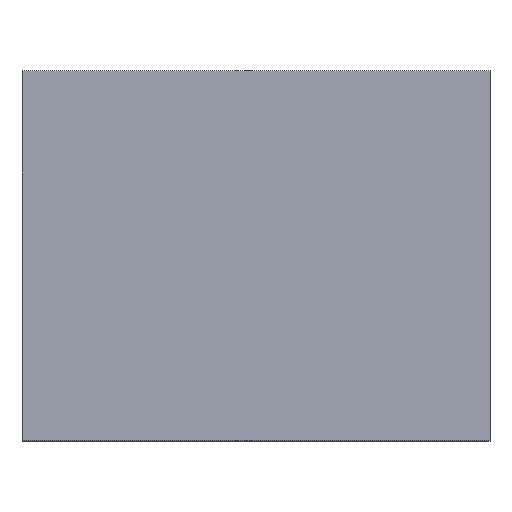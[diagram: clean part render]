
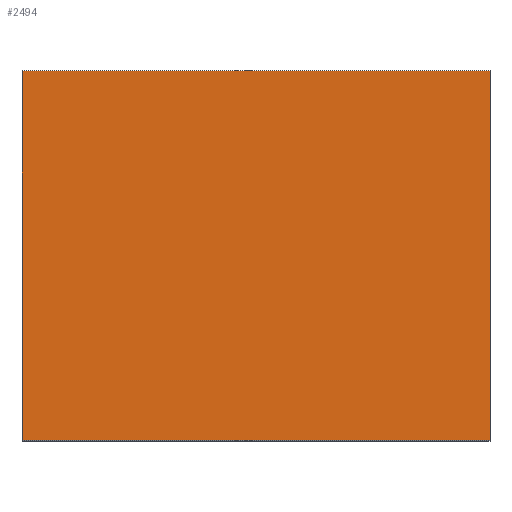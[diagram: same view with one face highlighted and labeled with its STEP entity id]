
A CAD part, top view. The second image highlights one B-rep face of the part: STEP entity #2494.
In plain terms, the highlighted face is planar.
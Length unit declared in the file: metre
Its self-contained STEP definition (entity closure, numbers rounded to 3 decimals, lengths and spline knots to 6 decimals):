
#245=LINE('',#4744,#440);
#246=LINE('',#4747,#441);
#247=LINE('',#4749,#442);
#248=LINE('',#4751,#443);
#440=VECTOR('',#2980,1.);
#441=VECTOR('',#2981,1.);
#442=VECTOR('',#2982,1.);
#443=VECTOR('',#2983,1.);
#529=PLANE('',#2601);
#911=ORIENTED_EDGE('',*,*,#1239,.T.);
#912=ORIENTED_EDGE('',*,*,#1240,.F.);
#913=ORIENTED_EDGE('',*,*,#1241,.F.);
#914=ORIENTED_EDGE('',*,*,#1242,.T.);
#1239=EDGE_CURVE('',#1407,#1408,#245,.T.);
#1240=EDGE_CURVE('',#1409,#1408,#246,.T.);
#1241=EDGE_CURVE('',#1410,#1409,#247,.T.);
#1242=EDGE_CURVE('',#1410,#1407,#248,.T.);
#1407=VERTEX_POINT('',#4745);
#1408=VERTEX_POINT('',#4746);
#1409=VERTEX_POINT('',#4748);
#1410=VERTEX_POINT('',#4750);
#1537=EDGE_LOOP('',(#911,#912,#913,#914));
#1662=FACE_BOUND('',#1537,.T.);
#2494=ADVANCED_FACE('',(#1662),#529,.F.);
#2601=AXIS2_PLACEMENT_3D('',#4743,#2978,#2979);
#2978=DIRECTION('',(0.,-1.,0.));
#2979=DIRECTION('',(1.,0.,0.));
#2980=DIRECTION('',(-1.,0.,0.));
#2981=DIRECTION('',(0.,0.,-1.));
#2982=DIRECTION('',(-1.,0.,0.));
#2983=DIRECTION('',(0.,0.,-1.));
#4743=CARTESIAN_POINT('',(0.0285,0.0275,0.0225));
#4744=CARTESIAN_POINT('',(0.0285,0.0275,-0.0225));
#4745=CARTESIAN_POINT('',(0.0285,0.0275,-0.0225));
#4746=CARTESIAN_POINT('',(-0.0285,0.0275,-0.0225));
#4747=CARTESIAN_POINT('',(-0.0285,0.0275,0.0225));
#4748=CARTESIAN_POINT('',(-0.0285,0.0275,0.0225));
#4749=CARTESIAN_POINT('',(0.0285,0.0275,0.0225));
#4750=CARTESIAN_POINT('',(0.0285,0.0275,0.0225));
#4751=CARTESIAN_POINT('',(0.0285,0.0275,0.0225));
